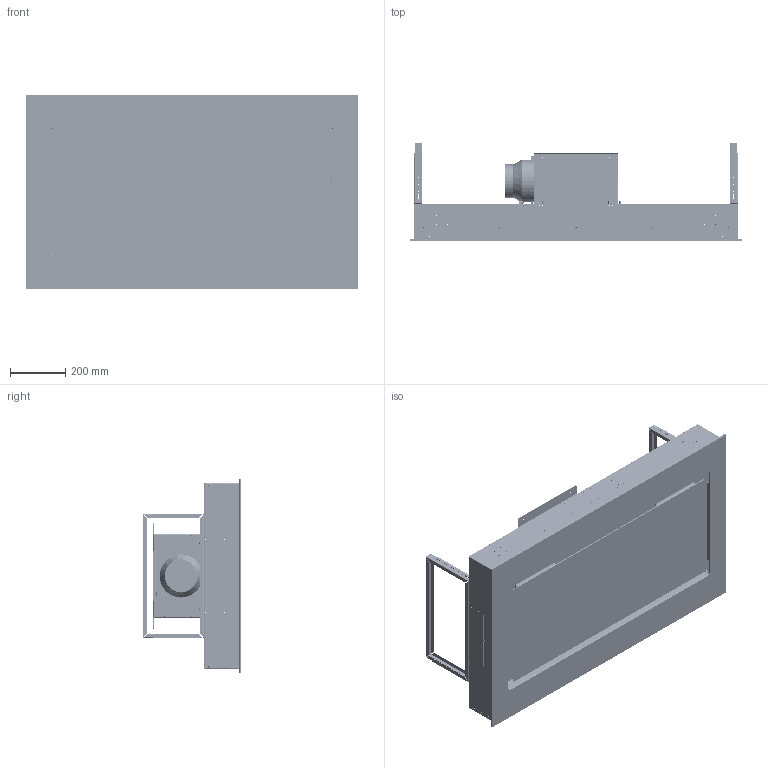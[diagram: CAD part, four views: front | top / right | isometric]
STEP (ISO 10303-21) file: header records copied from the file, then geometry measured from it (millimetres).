
FILE_DESCRIPTION((''),'2;1');
FILE_NAME('59A_796_ASM','2017-04-11T',('CF984'),(''),'PRO/ENGINEER BY PARAMETRIC TECHNOLOGY CORPORATION, 2014200','PRO/ENGINEER BY PARAMETRIC TECHNOLOGY CORPORATION, 2014200','');
FILE_SCHEMA(('CONFIG_CONTROL_DESIGN'));
Products named in the file (37): 61A_009; 60A_002; CMM_BOCCOLA_M6; RIVETTO_TC_32_79_MG; 60A_701_ASM; 60A_004; 59A_040; 60A_008; CMM_DADO_M5_SERPRESS; 59A_751_ASM; 59A_041; 59A_042; CMM_INSERTO_FILETT_M4; 59A_043; 59A_753_ASM; 59A_752_ASM; 59A_006; 59A_007; CMM_BOCCOLA_M4; 59A_703_ASM; A18_362; FIA_083; 59A_012; A65_029; A65_028; A65_031; A65_724_ASM; 59A_015; 59A_746_ASM; 59A_016; 28A_022; A18_030; 223_110; 241_028; 59A_750_ASM; 59A_754_ASM; 59A_796_ASM
Assembly tree (120 placements, depth 6):
  59A_796_ASM
    59A_754_ASM
      59A_750_ASM
        60A_701_ASM
          61A_009
          60A_002
          CMM_BOCCOLA_M6  x4
          RIVETTO_TC_32_79_MG  x32
        59A_751_ASM
          60A_004
          59A_040
          60A_008  x4
          CMM_DADO_M5_SERPRESS  x4
        59A_752_ASM
          59A_041
          59A_753_ASM  x2
            59A_042
            CMM_INSERTO_FILETT_M4
            59A_043
          60A_008  x2
          CMM_DADO_M5_SERPRESS  x2
        59A_703_ASM
          59A_006
          59A_007  x2
          CMM_BOCCOLA_M4  x12
          RIVETTO_TC_32_79_MG  x14
        A18_362
        FIA_083  x4
        59A_012  x2
        A65_724_ASM
          A65_029
          A65_028
          A65_031
        59A_746_ASM  x2
          59A_015
          CMM_BOCCOLA_M6
        59A_016  x2
        28A_022
        A18_030  x2
        223_110  x2
        241_028
Bounding box: 1200 x 354.5 x 700 mm (x, y, z)
Volume: 7695020.4 mm3; surface area: 8920403.8 mm2
Topology: 119 solids, 132 shells, 6632 faces, 17014 edges, 10675 vertices
Faces by surface type: plane 3541, cylinder 2202, torus 369, cone 224, bspline 162, sphere 134
Entity records: 154356 total; most frequent: CARTESIAN_POINT 35464, DIRECTION 24735, ORIENTED_EDGE 24218, EDGE_CURVE 12128, VECTOR 8401, LINE 8401, AXIS2_PLACEMENT_3D 8167, VERTEX_POINT 7692
